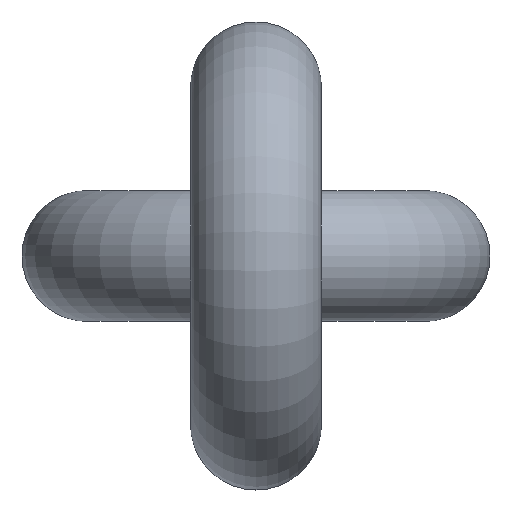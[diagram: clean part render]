
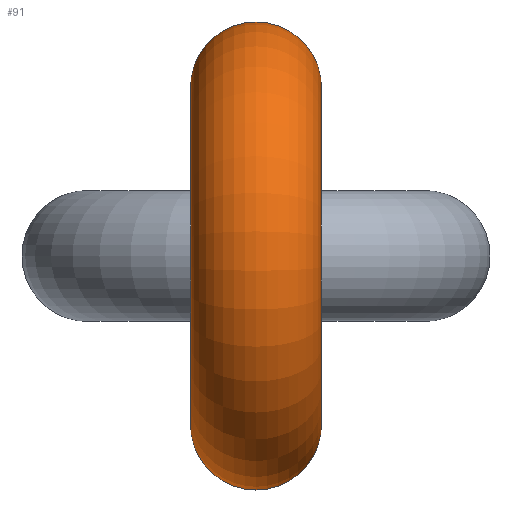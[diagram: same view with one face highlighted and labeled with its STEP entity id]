
A CAD part, left-side view. The second image highlights one B-rep face of the part: STEP entity #91.
In plain terms, the highlighted toroidal (fillet/blend) face has major radius 10.3 mm and minor radius 4 mm.
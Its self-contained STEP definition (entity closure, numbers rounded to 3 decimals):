
#80=TOROIDAL_SURFACE('',#230,10.3,4.);
#91=ADVANCED_FACE('',(#119,#120),#80,.T.);
#119=FACE_BOUND('',#143,.T.);
#120=FACE_BOUND('',#144,.T.);
#143=EDGE_LOOP('',(#167));
#144=EDGE_LOOP('',(#168));
#167=ORIENTED_EDGE('',*,*,#193,.F.);
#168=ORIENTED_EDGE('',*,*,#194,.T.);
#181=VERTEX_POINT('',#313);
#182=VERTEX_POINT('',#316);
#193=EDGE_CURVE('',#181,#181,#205,.T.);
#194=EDGE_CURVE('',#182,#182,#206,.T.);
#205=CIRCLE('',#227,4.);
#206=CIRCLE('',#229,4.);
#227=AXIS2_PLACEMENT_3D('',#312,#272,#273);
#229=AXIS2_PLACEMENT_3D('',#315,#276,#277);
#230=AXIS2_PLACEMENT_3D('',#317,#278,#279);
#272=DIRECTION('',(1.,0.,0.));
#273=DIRECTION('',(0.,0.,-1.));
#276=DIRECTION('',(-1.,0.,0.));
#277=DIRECTION('',(0.,0.,1.));
#278=DIRECTION('',(0.,1.,0.));
#279=DIRECTION('',(0.,0.,1.));
#312=CARTESIAN_POINT('',(-29.7,0.,-10.3));
#313=CARTESIAN_POINT('',(-29.7,0.,-14.3));
#315=CARTESIAN_POINT('',(-29.7,0.,10.3));
#316=CARTESIAN_POINT('',(-29.7,0.,14.3));
#317=CARTESIAN_POINT('',(-29.7,0.,0.));
